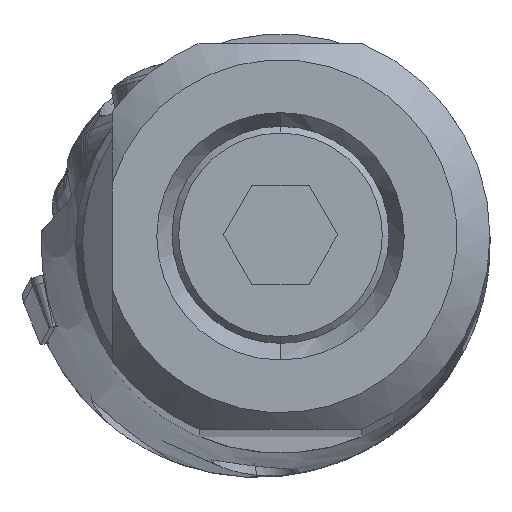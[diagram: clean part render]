
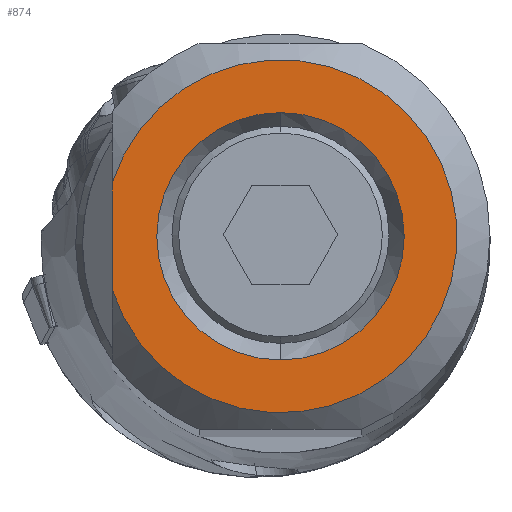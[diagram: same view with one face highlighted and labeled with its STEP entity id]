
A CAD part, top view. The second image highlights one B-rep face of the part: STEP entity #874.
In plain terms, the highlighted planar face has unit normal (0, 0, 1).
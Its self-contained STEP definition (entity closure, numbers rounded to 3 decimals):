
#874=ADVANCED_FACE('',(#1259,#1260),#1177,.T.);
#1177=PLANE('',#5553);
#1259=FACE_BOUND('',#1287,.T.);
#1260=FACE_BOUND('',#1288,.T.);
#1287=EDGE_LOOP('',(#2083,#2084));
#1288=EDGE_LOOP('',(#2085,#2086));
#1604=LINE('',#7545,#1843);
#1843=VECTOR('',#6158,1.);
#2083=ORIENTED_EDGE('',*,*,#4283,.F.);
#2084=ORIENTED_EDGE('',*,*,#4284,.T.);
#2085=ORIENTED_EDGE('',*,*,#4285,.F.);
#2086=ORIENTED_EDGE('',*,*,#4286,.F.);
#3741=VERTEX_POINT('',#7543);
#3742=VERTEX_POINT('',#7544);
#3743=VERTEX_POINT('',#7547);
#3744=VERTEX_POINT('',#7548);
#4283=EDGE_CURVE('',#3741,#3742,#5112,.T.);
#4284=EDGE_CURVE('',#3741,#3742,#1604,.T.);
#4285=EDGE_CURVE('',#3743,#3744,#5113,.T.);
#4286=EDGE_CURVE('',#3744,#3743,#5114,.T.);
#5112=CIRCLE('',#5550,10.7);
#5113=CIRCLE('',#5551,7.5);
#5114=CIRCLE('',#5552,7.5);
#5550=AXIS2_PLACEMENT_3D('',#7542,#6156,#6157);
#5551=AXIS2_PLACEMENT_3D('',#7546,#6159,#6160);
#5552=AXIS2_PLACEMENT_3D('',#7549,#6161,#6162);
#5553=AXIS2_PLACEMENT_3D('',#7550,#6163,#6164);
#6156=DIRECTION('',(0.,0.,-1.));
#6157=DIRECTION('',(-0.953,0.302,0.));
#6158=DIRECTION('',(0.,-1.,0.));
#6159=DIRECTION('',(0.,0.,1.));
#6160=DIRECTION('',(0.,-1.,0.));
#6161=DIRECTION('',(0.,0.,1.));
#6162=DIRECTION('',(0.,1.,0.));
#6163=DIRECTION('',(0.,0.,1.));
#6164=DIRECTION('',(1.,0.,0.));
#7542=CARTESIAN_POINT('',(0.,0.,0.));
#7543=CARTESIAN_POINT('',(-10.2,3.233,0.));
#7544=CARTESIAN_POINT('',(-10.2,-3.233,0.));
#7545=CARTESIAN_POINT('',(-10.2,3.233,0.));
#7546=CARTESIAN_POINT('',(0.,0.,0.));
#7547=CARTESIAN_POINT('',(0.,-7.5,0.));
#7548=CARTESIAN_POINT('',(0.,7.5,0.));
#7549=CARTESIAN_POINT('',(0.,0.,0.));
#7550=CARTESIAN_POINT('',(0.25,0.001,0.));
